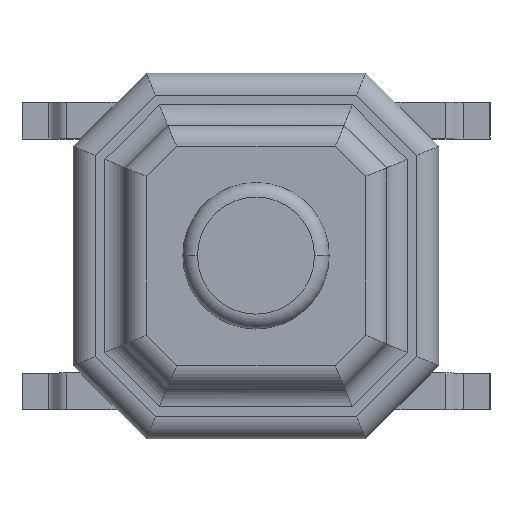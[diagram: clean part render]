
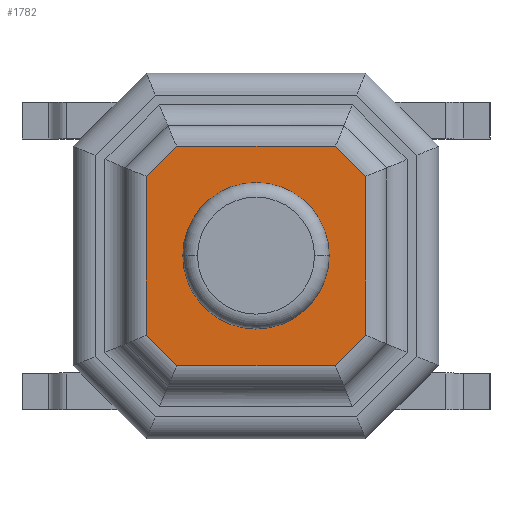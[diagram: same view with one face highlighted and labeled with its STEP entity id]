
A CAD part, top view. The second image highlights one B-rep face of the part: STEP entity #1782.
In plain terms, the highlighted planar face has unit normal (0, 0, 1).
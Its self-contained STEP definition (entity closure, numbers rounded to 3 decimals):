
#22 = VECTOR ( 'NONE', #2344, 1000. ) ;
#30 = ORIENTED_EDGE ( 'NONE', *, *, #2037, .T. ) ;
#47 = CARTESIAN_POINT ( 'NONE',  ( 1.086, 1.5, 1.2 ) ) ;
#76 = DIRECTION ( 'NONE',  ( 0.707, -0.707, 0. ) ) ;
#120 = DIRECTION ( 'NONE',  ( 1., 0., 0. ) ) ;
#131 = DIRECTION ( 'NONE',  ( 0., 0., 1. ) ) ;
#135 = EDGE_LOOP ( 'NONE', ( #460, #2075, #30, #1185, #389, #2652, #1847, #789 ) ) ;
#175 = DIRECTION ( 'NONE',  ( -0.707, 0.707, 0. ) ) ;
#298 = CARTESIAN_POINT ( 'NONE',  ( -1.5, -1.086, 1.2 ) ) ;
#335 = EDGE_CURVE ( 'NONE', #2691, #2865, #2386, .T. ) ;
#364 = CARTESIAN_POINT ( 'NONE',  ( 0., 0., 1.2 ) ) ;
#385 = CARTESIAN_POINT ( 'NONE',  ( -1.588, 0.998, 1.2 ) ) ;
#389 = ORIENTED_EDGE ( 'NONE', *, *, #335, .T. ) ;
#406 = VECTOR ( 'NONE', #2584, 1000. ) ;
#408 = CARTESIAN_POINT ( 'NONE',  ( 1., 0., 1.2 ) ) ;
#435 = CARTESIAN_POINT ( 'NONE',  ( 0.998, 1.588, 1.2 ) ) ;
#456 = VERTEX_POINT ( 'NONE', #519 ) ;
#460 = ORIENTED_EDGE ( 'NONE', *, *, #617, .T. ) ;
#519 = CARTESIAN_POINT ( 'NONE',  ( 1.5, 1.086, 1.2 ) ) ;
#558 = CARTESIAN_POINT ( 'NONE',  ( 1.086, -1.5, 1.2 ) ) ;
#617 = EDGE_CURVE ( 'NONE', #826, #1849, #2876, .T. ) ;
#748 = CARTESIAN_POINT ( 'NONE',  ( -1., 0., 1.2 ) ) ;
#787 = LINE ( 'NONE', #435, #2842 ) ;
#789 = ORIENTED_EDGE ( 'NONE', *, *, #2231, .T. ) ;
#826 = VERTEX_POINT ( 'NONE', #47 ) ;
#872 = CIRCLE ( 'NONE', #2850, 1. ) ;
#908 = EDGE_CURVE ( 'NONE', #1849, #961, #2706, .T. ) ;
#961 = VERTEX_POINT ( 'NONE', #1783 ) ;
#968 = VECTOR ( 'NONE', #2110, 1000. ) ;
#970 = LINE ( 'NONE', #1427, #2491 ) ;
#1003 = VECTOR ( 'NONE', #2803, 1000. ) ;
#1185 = ORIENTED_EDGE ( 'NONE', *, *, #2835, .T. ) ;
#1250 = CARTESIAN_POINT ( 'NONE',  ( 1.21, -1.5, 1.2 ) ) ;
#1409 = EDGE_LOOP ( 'NONE', ( #1478, #2699 ) ) ;
#1413 = VERTEX_POINT ( 'NONE', #2881 ) ;
#1427 = CARTESIAN_POINT ( 'NONE',  ( -0.998, -1.588, 1.2 ) ) ;
#1469 = CARTESIAN_POINT ( 'NONE',  ( -1.086, 1.5, 1.2 ) ) ;
#1478 = ORIENTED_EDGE ( 'NONE', *, *, #1876, .F. ) ;
#1493 = LINE ( 'NONE', #1945, #22 ) ;
#1578 = VERTEX_POINT ( 'NONE', #748 ) ;
#1646 = AXIS2_PLACEMENT_3D ( 'NONE', #364, #1950, #2824 ) ;
#1657 = CARTESIAN_POINT ( 'NONE',  ( 1.5, 1.21, 1.2 ) ) ;
#1757 = DIRECTION ( 'NONE',  ( 1., 0., 0. ) ) ;
#1782 = ADVANCED_FACE ( 'NONE', ( #1812, #2751 ), #2615, .T. ) ;
#1783 = CARTESIAN_POINT ( 'NONE',  ( -1.5, 1.086, 1.2 ) ) ;
#1790 = CARTESIAN_POINT ( 'NONE',  ( 0., 0., 1.2 ) ) ;
#1796 = CARTESIAN_POINT ( 'NONE',  ( -1.086, -1.5, 1.2 ) ) ;
#1812 = FACE_OUTER_BOUND ( 'NONE', #135, .T. ) ;
#1840 = VECTOR ( 'NONE', #2144, 1000. ) ;
#1847 = ORIENTED_EDGE ( 'NONE', *, *, #2419, .T. ) ;
#1849 = VERTEX_POINT ( 'NONE', #1469 ) ;
#1876 = EDGE_CURVE ( 'NONE', #1578, #2564, #872, .T. ) ;
#1903 = VECTOR ( 'NONE', #2830, 1000. ) ;
#1937 = CARTESIAN_POINT ( 'NONE',  ( 1.588, -0.998, 1.2 ) ) ;
#1945 = CARTESIAN_POINT ( 'NONE',  ( -1.5, -1.21, 1.2 ) ) ;
#1946 = CIRCLE ( 'NONE', #1646, 1. ) ;
#1950 = DIRECTION ( 'NONE',  ( 0., 0., 1. ) ) ;
#2037 = EDGE_CURVE ( 'NONE', #961, #2782, #1493, .T. ) ;
#2075 = ORIENTED_EDGE ( 'NONE', *, *, #908, .T. ) ;
#2102 = EDGE_CURVE ( 'NONE', #2865, #1413, #2713, .T. ) ;
#2110 = DIRECTION ( 'NONE',  ( 0., 1., 0. ) ) ;
#2139 = CARTESIAN_POINT ( 'NONE',  ( 0., 0., 1.2 ) ) ;
#2144 = DIRECTION ( 'NONE',  ( -1., 0., 0. ) ) ;
#2149 = LINE ( 'NONE', #1657, #968 ) ;
#2163 = CARTESIAN_POINT ( 'NONE',  ( -1.21, 1.5, 1.2 ) ) ;
#2172 = EDGE_CURVE ( 'NONE', #2564, #1578, #1946, .T. ) ;
#2231 = EDGE_CURVE ( 'NONE', #456, #826, #787, .T. ) ;
#2344 = DIRECTION ( 'NONE',  ( 0., -1., 0. ) ) ;
#2386 = LINE ( 'NONE', #1250, #1003 ) ;
#2395 = AXIS2_PLACEMENT_3D ( 'NONE', #1790, #2426, #1757 ) ;
#2419 = EDGE_CURVE ( 'NONE', #1413, #456, #2149, .T. ) ;
#2426 = DIRECTION ( 'NONE',  ( 0., 0., 1. ) ) ;
#2491 = VECTOR ( 'NONE', #76, 1000. ) ;
#2564 = VERTEX_POINT ( 'NONE', #408 ) ;
#2584 = DIRECTION ( 'NONE',  ( 0.707, 0.707, 0. ) ) ;
#2615 = PLANE ( 'NONE',  #2395 ) ;
#2652 = ORIENTED_EDGE ( 'NONE', *, *, #2102, .T. ) ;
#2691 = VERTEX_POINT ( 'NONE', #1796 ) ;
#2699 = ORIENTED_EDGE ( 'NONE', *, *, #2172, .F. ) ;
#2706 = LINE ( 'NONE', #385, #1903 ) ;
#2713 = LINE ( 'NONE', #1937, #406 ) ;
#2751 = FACE_BOUND ( 'NONE', #1409, .T. ) ;
#2782 = VERTEX_POINT ( 'NONE', #298 ) ;
#2803 = DIRECTION ( 'NONE',  ( 1., 0., 0. ) ) ;
#2824 = DIRECTION ( 'NONE',  ( 1., 0., 0. ) ) ;
#2830 = DIRECTION ( 'NONE',  ( -0.707, -0.707, 0. ) ) ;
#2835 = EDGE_CURVE ( 'NONE', #2782, #2691, #970, .T. ) ;
#2842 = VECTOR ( 'NONE', #175, 1000. ) ;
#2850 = AXIS2_PLACEMENT_3D ( 'NONE', #2139, #131, #120 ) ;
#2865 = VERTEX_POINT ( 'NONE', #558 ) ;
#2876 = LINE ( 'NONE', #2163, #1840 ) ;
#2881 = CARTESIAN_POINT ( 'NONE',  ( 1.5, -1.086, 1.2 ) ) ;
